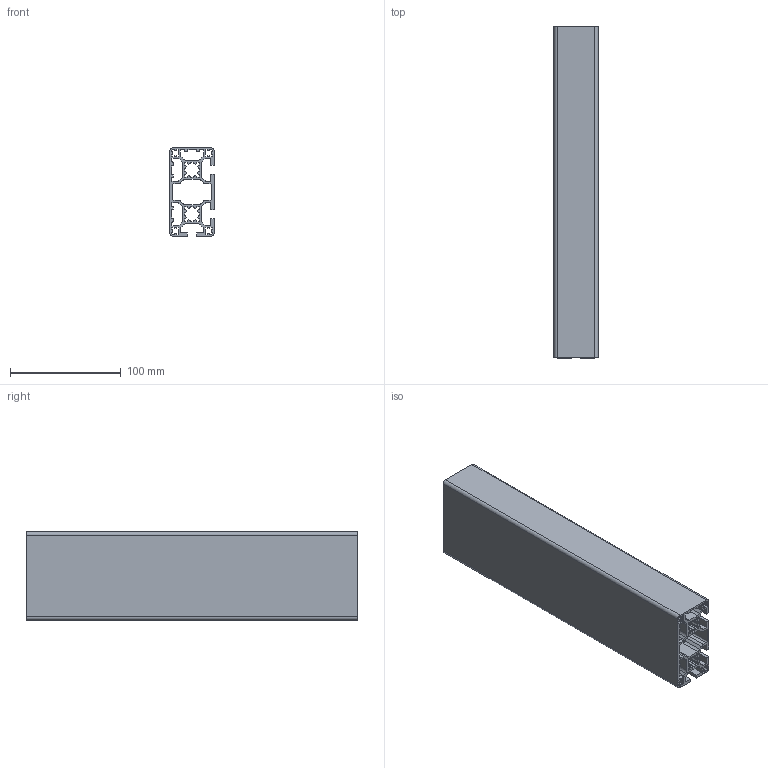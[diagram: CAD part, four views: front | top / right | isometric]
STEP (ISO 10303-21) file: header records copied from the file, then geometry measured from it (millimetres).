
FILE_DESCRIPTION (( 'STEP AP214' ), '1' );
FILE_NAME ('1727974880560.step', '2024-10-03T17:01:23', ( 'Windows User' ), ( '' ), 'SwSTEP 2.0', 'SolidWorks 2011', '' );
FILE_SCHEMA (( 'AUTOMOTIVE_DESIGN' ));
Length unit declared in the file: millimetre
Products named in the file (2): 1727974880560; 1.11.040080.32LPx300.00(1)
Assembly tree (1 placements, depth 2):
  1727974880560
    1.11.040080.32LPx300.00(1)
Bounding box: 40 x 300 x 80 mm (x, y, z)
Volume: 288268 mm3; surface area: 275613.6 mm2
Topology: 1 solids, 1 shells, 370 faces, 1104 edges, 736 vertices
Faces by surface type: plane 226, cylinder 144
Entity records: 12562 total; most frequent: CARTESIAN_POINT 2214, ORIENTED_EDGE 2208, DIRECTION 2140, EDGE_CURVE 1104, VECTOR 816, LINE 816, VERTEX_POINT 736, AXIS2_PLACEMENT_3D 662
